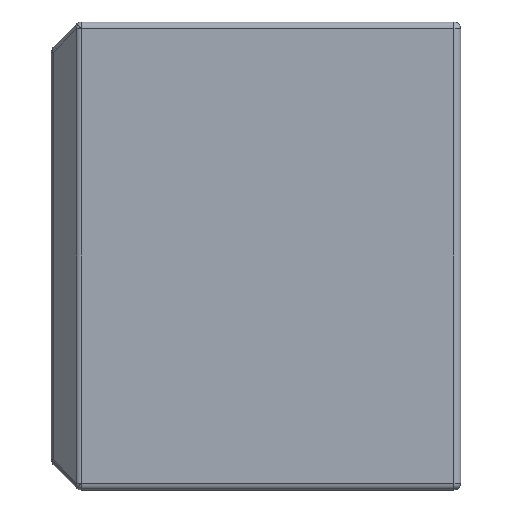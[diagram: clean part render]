
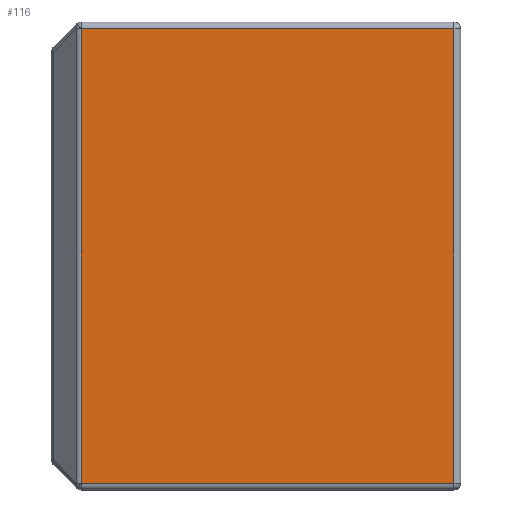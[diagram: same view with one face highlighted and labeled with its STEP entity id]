
A CAD part, left-side view. The second image highlights one B-rep face of the part: STEP entity #116.
In plain terms, the highlighted planar face has unit normal (-1, 0, 0).
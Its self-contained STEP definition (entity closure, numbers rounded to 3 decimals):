
#3 = VERTEX_POINT ( 'NONE', #371 ) ;
#32 = VECTOR ( 'NONE', #785, 1000. ) ;
#79 = LINE ( 'NONE', #114, #703 ) ;
#105 = VECTOR ( 'NONE', #394, 1000. ) ;
#114 = CARTESIAN_POINT ( 'NONE',  ( -1., -1.45, -1.715 ) ) ;
#116 = ADVANCED_FACE ( 'NONE', ( #596 ), #158, .F. ) ;
#158 = PLANE ( 'NONE',  #270 ) ;
#171 = CARTESIAN_POINT ( 'NONE',  ( -1., 1.279, -1.665 ) ) ;
#179 = CARTESIAN_POINT ( 'NONE',  ( -1., -1.45, 1.665 ) ) ;
#185 = EDGE_CURVE ( 'NONE', #728, #3, #919, .T. ) ;
#196 = ORIENTED_EDGE ( 'NONE', *, *, #345, .T. ) ;
#230 = CARTESIAN_POINT ( 'NONE',  ( -1., 1.5, -1.665 ) ) ;
#233 = VERTEX_POINT ( 'NONE', #179 ) ;
#270 = AXIS2_PLACEMENT_3D ( 'NONE', #1120, #1036, #589 ) ;
#320 = DIRECTION ( 'NONE',  ( 0., -1., 0. ) ) ;
#323 = LINE ( 'NONE', #738, #105 ) ;
#345 = EDGE_CURVE ( 'NONE', #3, #233, #79, .T. ) ;
#371 = CARTESIAN_POINT ( 'NONE',  ( -1., -1.45, -1.665 ) ) ;
#394 = DIRECTION ( 'NONE',  ( 0., 0., -1. ) ) ;
#437 = ORIENTED_EDGE ( 'NONE', *, *, #764, .T. ) ;
#496 = ORIENTED_EDGE ( 'NONE', *, *, #615, .T. ) ;
#589 = DIRECTION ( 'NONE',  ( 0., 0., -1. ) ) ;
#596 = FACE_OUTER_BOUND ( 'NONE', #742, .T. ) ;
#610 = CARTESIAN_POINT ( 'NONE',  ( -1., 1.5, 1.665 ) ) ;
#615 = EDGE_CURVE ( 'NONE', #796, #728, #323, .T. ) ;
#652 = DIRECTION ( 'NONE',  ( 0., 0., 1. ) ) ;
#692 = VECTOR ( 'NONE', #320, 1000. ) ;
#703 = VECTOR ( 'NONE', #652, 1000. ) ;
#716 = LINE ( 'NONE', #610, #32 ) ;
#728 = VERTEX_POINT ( 'NONE', #171 ) ;
#738 = CARTESIAN_POINT ( 'NONE',  ( -1., 1.279, -1.715 ) ) ;
#742 = EDGE_LOOP ( 'NONE', ( #1048, #196, #437, #496 ) ) ;
#764 = EDGE_CURVE ( 'NONE', #233, #796, #716, .T. ) ;
#785 = DIRECTION ( 'NONE',  ( 0., 1., 0. ) ) ;
#796 = VERTEX_POINT ( 'NONE', #973 ) ;
#919 = LINE ( 'NONE', #230, #692 ) ;
#973 = CARTESIAN_POINT ( 'NONE',  ( -1., 1.279, 1.665 ) ) ;
#1036 = DIRECTION ( 'NONE',  ( 1., 0., 0. ) ) ;
#1048 = ORIENTED_EDGE ( 'NONE', *, *, #185, .T. ) ;
#1120 = CARTESIAN_POINT ( 'NONE',  ( -1., 1.5, -1.715 ) ) ;
